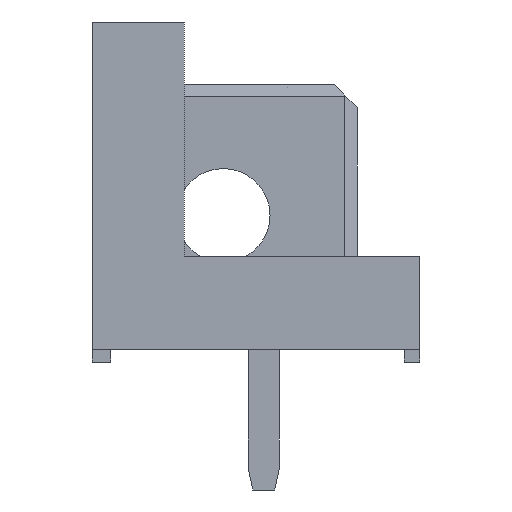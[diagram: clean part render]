
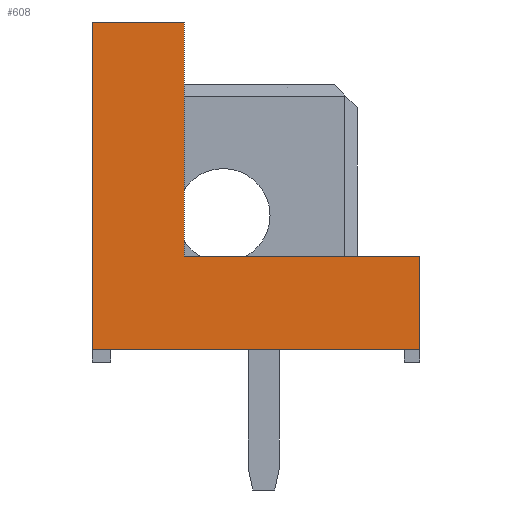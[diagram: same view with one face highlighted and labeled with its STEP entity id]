
A CAD part, left-side view. The second image highlights one B-rep face of the part: STEP entity #608.
In plain terms, the highlighted planar face has unit normal (-1, 0, 0).
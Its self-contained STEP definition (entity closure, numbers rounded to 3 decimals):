
#608 = ADVANCED_FACE( '', ( #1549 ), #1550, .F. );
#1549 = FACE_OUTER_BOUND( '', #2865, .T. );
#1550 = PLANE( '', #2866 );
#2865 = EDGE_LOOP( '', ( #4294, #4295, #4296, #4297, #4298, #4299 ) );
#2866 = AXIS2_PLACEMENT_3D( '', #4300, #4301, #4302 );
#4294 = ORIENTED_EDGE( '', *, *, #8355, .F. );
#4295 = ORIENTED_EDGE( '', *, *, #8356, .F. );
#4296 = ORIENTED_EDGE( '', *, *, #8357, .F. );
#4297 = ORIENTED_EDGE( '', *, *, #8358, .F. );
#4298 = ORIENTED_EDGE( '', *, *, #8359, .F. );
#4299 = ORIENTED_EDGE( '', *, *, #8360, .F. );
#4300 = CARTESIAN_POINT( '', ( -22.5, 0., 0. ) );
#4301 = DIRECTION( '', ( 1., 0., 0. ) );
#4302 = DIRECTION( '', ( 0., 0., -1. ) );
#8355 = EDGE_CURVE( '', #10085, #10086, #10087, .T. );
#8356 = EDGE_CURVE( '', #10088, #10085, #10089, .T. );
#8357 = EDGE_CURVE( '', #10090, #10088, #10091, .T. );
#8358 = EDGE_CURVE( '', #10092, #10090, #10093, .T. );
#8359 = EDGE_CURVE( '', #10094, #10092, #10095, .T. );
#8360 = EDGE_CURVE( '', #10086, #10094, #10096, .T. );
#10085 = VERTEX_POINT( '', #12586 );
#10086 = VERTEX_POINT( '', #12587 );
#10087 = LINE( '', #12588, #12589 );
#10088 = VERTEX_POINT( '', #12590 );
#10089 = LINE( '', #12591, #12592 );
#10090 = VERTEX_POINT( '', #12593 );
#10091 = LINE( '', #12594, #12595 );
#10092 = VERTEX_POINT( '', #12596 );
#10093 = LINE( '', #12597, #12598 );
#10094 = VERTEX_POINT( '', #12599 );
#10095 = LINE( '', #12600, #12601 );
#10096 = LINE( '', #12602, #12603 );
#12586 = CARTESIAN_POINT( '', ( -22.5, -3.775, -6.75 ) );
#12587 = CARTESIAN_POINT( '', ( -22.5, 6.725, -6.75 ) );
#12588 = CARTESIAN_POINT( '', ( -22.5, 0., -6.75 ) );
#12589 = VECTOR( '', #15968, 1000. );
#12590 = CARTESIAN_POINT( '', ( -22.5, -3.775, -3.75 ) );
#12591 = CARTESIAN_POINT( '', ( -22.5, -3.775, -7.15 ) );
#12592 = VECTOR( '', #15969, 1000. );
#12593 = CARTESIAN_POINT( '', ( -22.5, 3.775, -3.75 ) );
#12594 = CARTESIAN_POINT( '', ( -22.5, 3.775, -3.75 ) );
#12595 = VECTOR( '', #15970, 1000. );
#12596 = CARTESIAN_POINT( '', ( -22.5, 3.775, 3.75 ) );
#12597 = CARTESIAN_POINT( '', ( -22.5, 3.775, 3.75 ) );
#12598 = VECTOR( '', #15971, 1000. );
#12599 = CARTESIAN_POINT( '', ( -22.5, 6.725, 3.75 ) );
#12600 = CARTESIAN_POINT( '', ( -22.5, 3.775, 3.75 ) );
#12601 = VECTOR( '', #15972, 1000. );
#12602 = CARTESIAN_POINT( '', ( -22.5, 6.725, 3.75 ) );
#12603 = VECTOR( '', #15973, 1000. );
#15968 = DIRECTION( '', ( 0., 1., 0. ) );
#15969 = DIRECTION( '', ( 0., 0., -1. ) );
#15970 = DIRECTION( '', ( 0., -1., 0. ) );
#15971 = DIRECTION( '', ( 0., 0., -1. ) );
#15972 = DIRECTION( '', ( 0., -1., 0. ) );
#15973 = DIRECTION( '', ( 0., 0., 1. ) );
